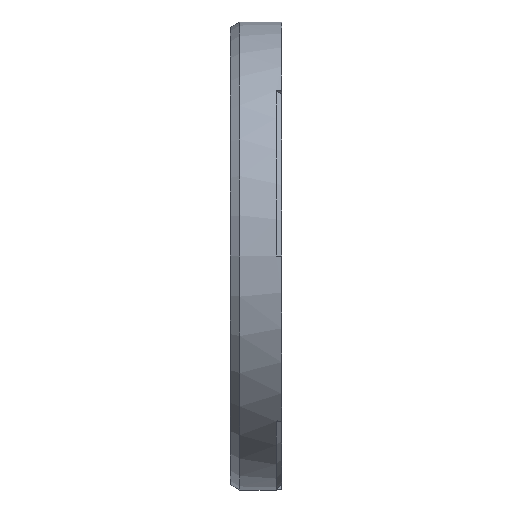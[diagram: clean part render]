
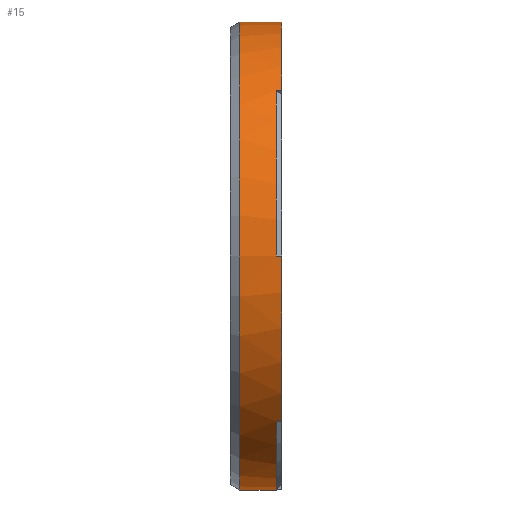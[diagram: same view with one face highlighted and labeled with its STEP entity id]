
A CAD part, left-side view. The second image highlights one B-rep face of the part: STEP entity #15.
In plain terms, the highlighted cylindrical face has radius 43 mm (diameter 86 mm), a partial arc.
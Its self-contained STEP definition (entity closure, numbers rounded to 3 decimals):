
#14 = ORIENTED_EDGE ( 'NONE', *, *, #207, .F. ) ;
#15 = ADVANCED_FACE ( 'NONE', ( #1004 ), #1463, .T. ) ;
#19 = CARTESIAN_POINT ( 'NONE',  ( -30.406, -7., 30.406 ) ) ;
#47 = VERTEX_POINT ( 'NONE', #1014 ) ;
#63 = ORIENTED_EDGE ( 'NONE', *, *, #1387, .F. ) ;
#70 = CARTESIAN_POINT ( 'NONE',  ( 0., -7., -43. ) ) ;
#91 = CARTESIAN_POINT ( 'NONE',  ( 0., -7., 43. ) ) ;
#96 = CARTESIAN_POINT ( 'NONE',  ( 0., 2., -43. ) ) ;
#100 = CIRCLE ( 'NONE', #1234, 43. ) ;
#123 = DIRECTION ( 'NONE',  ( 0., 1., 0. ) ) ;
#165 = ORIENTED_EDGE ( 'NONE', *, *, #407, .F. ) ;
#173 = EDGE_CURVE ( 'NONE', #47, #1036, #577, .T. ) ;
#175 = VERTEX_POINT ( 'NONE', #19 ) ;
#207 = EDGE_CURVE ( 'NONE', #175, #934, #100, .T. ) ;
#231 = LINE ( 'NONE', #96, #955 ) ;
#256 = EDGE_CURVE ( 'NONE', #489, #175, #590, .T. ) ;
#273 = CARTESIAN_POINT ( 'NONE',  ( -30.406, -8., -30.406 ) ) ;
#286 = CARTESIAN_POINT ( 'NONE',  ( 0., -0.332, 43. ) ) ;
#298 = VECTOR ( 'NONE', #408, 1000. ) ;
#309 = CARTESIAN_POINT ( 'NONE',  ( 0., -8., 0. ) ) ;
#324 = CIRCLE ( 'NONE', #1481, 43. ) ;
#329 = DIRECTION ( 'NONE',  ( 0., 0., -1. ) ) ;
#341 = AXIS2_PLACEMENT_3D ( 'NONE', #666, #1129, #329 ) ;
#343 = VECTOR ( 'NONE', #366, 1000. ) ;
#364 = CARTESIAN_POINT ( 'NONE',  ( -43., -7., 0. ) ) ;
#366 = DIRECTION ( 'NONE',  ( 0., 1., 0. ) ) ;
#407 = EDGE_CURVE ( 'NONE', #518, #1204, #975, .T. ) ;
#408 = DIRECTION ( 'NONE',  ( 0., 1., 0. ) ) ;
#418 = VERTEX_POINT ( 'NONE', #286 ) ;
#431 = EDGE_CURVE ( 'NONE', #47, #934, #983, .T. ) ;
#437 = DIRECTION ( 'NONE',  ( 0., -1., 0. ) ) ;
#447 = EDGE_CURVE ( 'NONE', #1036, #518, #756, .T. ) ;
#449 = LINE ( 'NONE', #1259, #786 ) ;
#477 = CARTESIAN_POINT ( 'NONE',  ( -30.406, -8., -30.406 ) ) ;
#489 = VERTEX_POINT ( 'NONE', #704 ) ;
#518 = VERTEX_POINT ( 'NONE', #1289 ) ;
#530 = EDGE_CURVE ( 'NONE', #737, #1252, #806, .T. ) ;
#549 = DIRECTION ( 'NONE',  ( 0., 0., -1. ) ) ;
#577 = CIRCLE ( 'NONE', #341, 43. ) ;
#582 = CARTESIAN_POINT ( 'NONE',  ( -30.406, -8., 30.406 ) ) ;
#590 = LINE ( 'NONE', #582, #874 ) ;
#631 = AXIS2_PLACEMENT_3D ( 'NONE', #743, #1199, #1324 ) ;
#649 = CARTESIAN_POINT ( 'NONE',  ( 0., -8., 43. ) ) ;
#666 = CARTESIAN_POINT ( 'NONE',  ( 0., -8., 0. ) ) ;
#684 = DIRECTION ( 'NONE',  ( 0., -1., 0. ) ) ;
#704 = CARTESIAN_POINT ( 'NONE',  ( -30.406, -8., 30.406 ) ) ;
#708 = DIRECTION ( 'NONE',  ( 0., 1., 0. ) ) ;
#737 = VERTEX_POINT ( 'NONE', #649 ) ;
#740 = EDGE_LOOP ( 'NONE', ( #63, #992, #1327, #165, #937, #835, #1254, #14, #1089, #916, #1288 ) ) ;
#743 = CARTESIAN_POINT ( 'NONE',  ( 0., -7., 0. ) ) ;
#756 = LINE ( 'NONE', #477, #343 ) ;
#759 = DIRECTION ( 'NONE',  ( 0., -1., 0. ) ) ;
#779 = VERTEX_POINT ( 'NONE', #1344 ) ;
#786 = VECTOR ( 'NONE', #684, 1000. ) ;
#792 = EDGE_CURVE ( 'NONE', #737, #489, #854, .T. ) ;
#806 = LINE ( 'NONE', #1397, #1211 ) ;
#835 = ORIENTED_EDGE ( 'NONE', *, *, #173, .F. ) ;
#854 = CIRCLE ( 'NONE', #1137, 43. ) ;
#874 = VECTOR ( 'NONE', #708, 1000. ) ;
#892 = DIRECTION ( 'NONE',  ( 0., -1., 0. ) ) ;
#916 = ORIENTED_EDGE ( 'NONE', *, *, #792, .F. ) ;
#923 = AXIS2_PLACEMENT_3D ( 'NONE', #1467, #892, #549 ) ;
#934 = VERTEX_POINT ( 'NONE', #364 ) ;
#937 = ORIENTED_EDGE ( 'NONE', *, *, #447, .F. ) ;
#955 = VECTOR ( 'NONE', #1392, 1000. ) ;
#962 = DIRECTION ( 'NONE',  ( 0., -1., 0. ) ) ;
#975 = CIRCLE ( 'NONE', #631, 43. ) ;
#983 = LINE ( 'NONE', #1446, #298 ) ;
#992 = ORIENTED_EDGE ( 'NONE', *, *, #1200, .T. ) ;
#1004 = FACE_OUTER_BOUND ( 'NONE', #740, .T. ) ;
#1014 = CARTESIAN_POINT ( 'NONE',  ( -43., -8., 0. ) ) ;
#1036 = VERTEX_POINT ( 'NONE', #273 ) ;
#1089 = ORIENTED_EDGE ( 'NONE', *, *, #256, .F. ) ;
#1104 = DIRECTION ( 'NONE',  ( 0., 0., 1. ) ) ;
#1129 = DIRECTION ( 'NONE',  ( 0., -1., 0. ) ) ;
#1137 = AXIS2_PLACEMENT_3D ( 'NONE', #309, #437, #1365 ) ;
#1199 = DIRECTION ( 'NONE',  ( 0., -1., 0. ) ) ;
#1200 = EDGE_CURVE ( 'NONE', #418, #779, #324, .T. ) ;
#1204 = VERTEX_POINT ( 'NONE', #70 ) ;
#1211 = VECTOR ( 'NONE', #123, 1000. ) ;
#1230 = CARTESIAN_POINT ( 'NONE',  ( 0., -0.332, 0. ) ) ;
#1234 = AXIS2_PLACEMENT_3D ( 'NONE', #1280, #962, #1417 ) ;
#1252 = VERTEX_POINT ( 'NONE', #91 ) ;
#1254 = ORIENTED_EDGE ( 'NONE', *, *, #431, .T. ) ;
#1259 = CARTESIAN_POINT ( 'NONE',  ( 0., 2., 43. ) ) ;
#1280 = CARTESIAN_POINT ( 'NONE',  ( 0., -7., 0. ) ) ;
#1288 = ORIENTED_EDGE ( 'NONE', *, *, #530, .T. ) ;
#1289 = CARTESIAN_POINT ( 'NONE',  ( -30.406, -7., -30.406 ) ) ;
#1324 = DIRECTION ( 'NONE',  ( -1., 0., 0. ) ) ;
#1327 = ORIENTED_EDGE ( 'NONE', *, *, #1342, .T. ) ;
#1342 = EDGE_CURVE ( 'NONE', #779, #1204, #231, .T. ) ;
#1344 = CARTESIAN_POINT ( 'NONE',  ( 0., -0.332, -43. ) ) ;
#1365 = DIRECTION ( 'NONE',  ( 0., 0., -1. ) ) ;
#1387 = EDGE_CURVE ( 'NONE', #418, #1252, #449, .T. ) ;
#1392 = DIRECTION ( 'NONE',  ( 0., -1., 0. ) ) ;
#1397 = CARTESIAN_POINT ( 'NONE',  ( 0., -8., 43. ) ) ;
#1417 = DIRECTION ( 'NONE',  ( 0., 0., 1. ) ) ;
#1446 = CARTESIAN_POINT ( 'NONE',  ( -43., -8., 0. ) ) ;
#1463 = CYLINDRICAL_SURFACE ( 'NONE', #923, 43. ) ;
#1467 = CARTESIAN_POINT ( 'NONE',  ( 0., 2., 0. ) ) ;
#1481 = AXIS2_PLACEMENT_3D ( 'NONE', #1230, #759, #1104 ) ;
